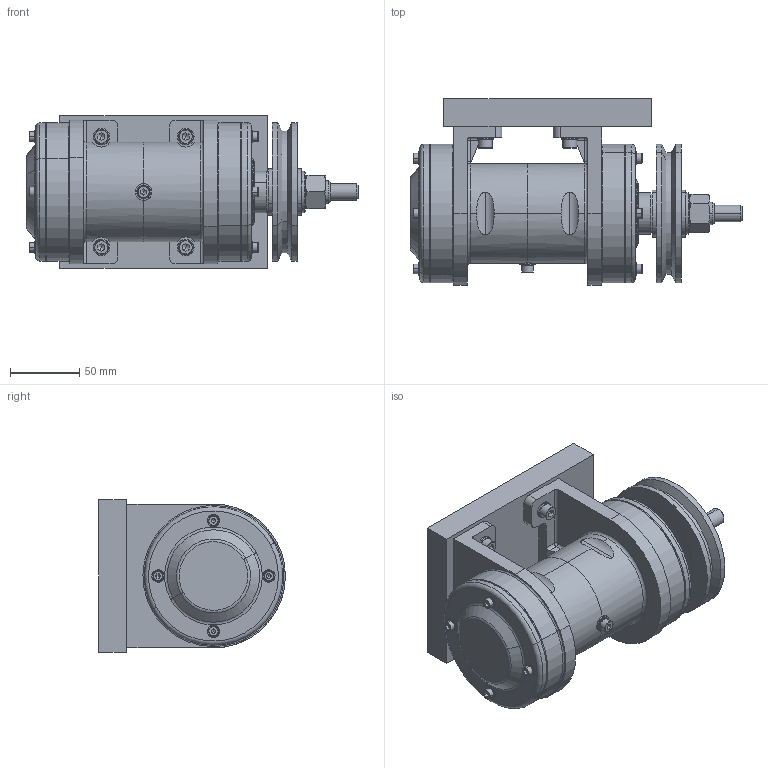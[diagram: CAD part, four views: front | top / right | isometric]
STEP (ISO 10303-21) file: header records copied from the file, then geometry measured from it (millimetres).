
FILE_DESCRIPTION(('CATIA V5 STEP Exchange'),'2;1');
FILE_NAME('TIV4_AcoplamientoPolea.stp','2025-01-02T15:17:56+00:00',('none'),('none'),'CATIA Version 5 Release 21 GA (IN-10)','CATIA V5 STEP AP203','none');
FILE_SCHEMA(('CONFIG_CONTROL_DESIGN'));
Length unit declared in the file: millimetre
Products named in the file (13): TIV04; SubconjuntoBolas; Perno; SubconjuntoRodillos; Perno_1; Perno_2; Perno_3; Perno_4; TornilloLubricacion; Union Bancada; Rodamiento 6206 ETN9; Rodamiento NU 206 ECP; Conjunto arandela tuerca de fijación
Assembly tree (57 placements, depth 4):
  TIV04
    #58
    #1405
    SubconjuntoBolas
      #1588
      #2337
      Perno  x4
        #5124
        #6002
    SubconjuntoRodillos
      #2337
      Perno_1
        #5124
        #6002
      #6364
      Perno_2
        #5124
        #6002
      Perno_3
        #5124
        #6002
      Perno_4
        #5124
        #6002
    #7410
    #8152
    #8369
    #8917
    TornilloLubricacion
      #9652
      #9869
      #10747
    Union Bancada  x4
      #10937
      #11154
    Rodamiento 6206 ETN9
      #12098
      #12434
      #12770
    Rodamiento NU 206 ECP
      #13675
      #14153
      #14580
    Conjunto arandela tuerca de fijación
      #17674
      #19997
    #20999
    #21563
    #22127
    #23180  x2
    #23624
Bounding box: 240 x 134.99 x 110 mm (x, y, z)
Volume: 1226139 mm3; surface area: 325456.3 mm2
Topology: 51 solids, 51 shells, 1388 faces, 3218 edges, 1986 vertices
Faces by surface type: cylinder 551, plane 376, torus 222, cone 215, sphere 24
Entity records: 25859 total; most frequent: CARTESIAN_POINT 6911, ORIENTED_EDGE 4004, DIRECTION 3028, EDGE_CURVE 2002, AXIS2_PLACEMENT_3D 1728, VERTEX_POINT 1250, EDGE_LOOP 1052, CIRCLE 1040
